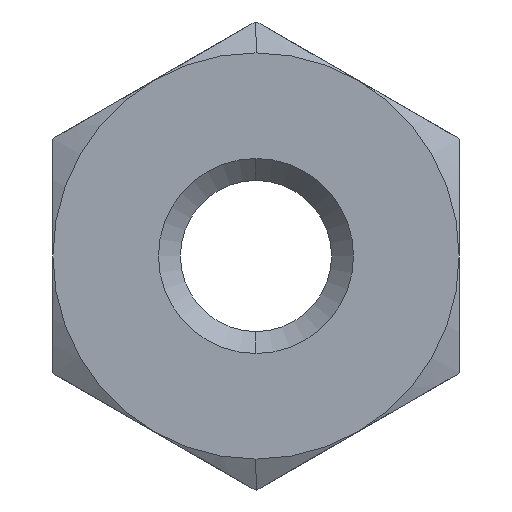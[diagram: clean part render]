
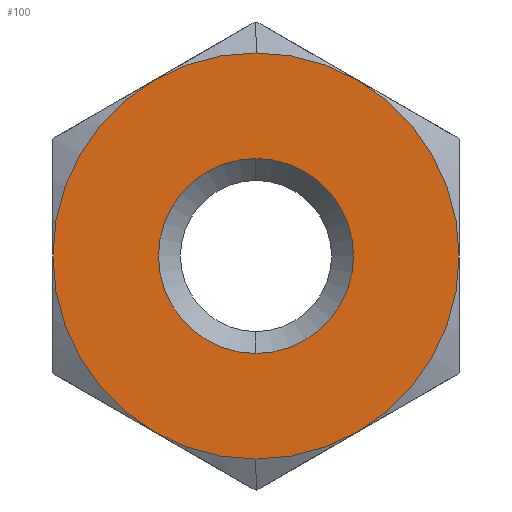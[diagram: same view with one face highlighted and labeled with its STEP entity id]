
A CAD part, left-side view. The second image highlights one B-rep face of the part: STEP entity #100.
In plain terms, the highlighted planar face has unit normal (-1, 0, 0).
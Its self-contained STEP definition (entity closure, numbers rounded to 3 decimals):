
#1=CARTESIAN_POINT('POINT1',(-2.057,0.,
   -0.762));
#2=VERTEX_POINT('VERTEX1',#1);
#11=CARTESIAN_POINT('POINT3',(-2.057,0.,
   0.762));
#12=VERTEX_POINT('VERTEX3',#11);
#13=CARTESIAN_POINT('POS2',(-2.057,0.,
   0.));
#14=DIRECTION('DIR2',(1.,0.,
   0.));
#15=DIRECTION('DIR3',(0.,0.,1.));
#16=AXIS2_PLACEMENT_3D('AXIS1',#13,#14,#15);
#17=CIRCLE('ELLIPSE1',#16,0.762);
#18=EDGE_CURVE('EDGE2',#12,#2,#17,.T.);
#47=EDGE_CURVE('EDGE6',#2,#12,#17,.T.);
#52=ORIENTED_EDGE('COEDGE9',*,*,#18,.T.);
#53=ORIENTED_EDGE('COEDGE10',*,*,#47,.T.);
#54=EDGE_LOOP('NONE',(#52,#53));
#55=FACE_BOUND('LOOP1',#54,.T.);
#56=CARTESIAN_POINT('POINT5',(-2.057,-0.794,
   1.375));
#57=VERTEX_POINT('VERTEX5',#56);
#58=CARTESIAN_POINT('POINT6',(-2.057,0.,
   1.588));
#59=VERTEX_POINT('VERTEX6',#58);
#60=CARTESIAN_POINT('POS6',(-2.057,0.,0.)
   );
#61=DIRECTION('DIR9',(-1.,0.,
   0.));
#62=DIRECTION('DIR10',(0.,0.,-1.));
#63=AXIS2_PLACEMENT_3D('AXIS4',#60,#61,#62);
#64=CIRCLE('ELLIPSE3',#63,1.588);
#65=EDGE_CURVE('EDGE7',#57,#59,#64,.T.);
#66=ORIENTED_EDGE('COEDGE11',*,*,#65,.T.);
#67=CARTESIAN_POINT('POINT7',(-2.057,0.794,
   1.375));
#68=VERTEX_POINT('VERTEX7',#67);
#69=EDGE_CURVE('EDGE8',#59,#68,#64,.T.);
#70=ORIENTED_EDGE('COEDGE12',*,*,#69,.T.);
#71=CARTESIAN_POINT('POINT8',(-2.057,1.588,
   0.));
#72=VERTEX_POINT('VERTEX8',#71);
#73=EDGE_CURVE('EDGE9',#68,#72,#64,.T.);
#74=ORIENTED_EDGE('COEDGE13',*,*,#73,.T.);
#75=CARTESIAN_POINT('POINT9',(-2.057,0.794,
   -1.375));
#76=VERTEX_POINT('VERTEX9',#75);
#77=EDGE_CURVE('EDGE10',#72,#76,#64,.T.);
#78=ORIENTED_EDGE('COEDGE14',*,*,#77,.T.);
#79=CARTESIAN_POINT('POINT10',(-2.057,0.,
   -1.588));
#80=VERTEX_POINT('VERTEX10',#79);
#81=EDGE_CURVE('EDGE11',#76,#80,#64,.T.);
#82=ORIENTED_EDGE('COEDGE15',*,*,#81,.T.);
#83=CARTESIAN_POINT('POINT11',(-2.057,-0.794,
   -1.375));
#84=VERTEX_POINT('VERTEX11',#83);
#85=EDGE_CURVE('EDGE12',#80,#84,#64,.T.);
#86=ORIENTED_EDGE('COEDGE16',*,*,#85,.T.);
#87=CARTESIAN_POINT('POINT12',(-2.057,-1.588,
   0.));
#88=VERTEX_POINT('VERTEX12',#87);
#89=EDGE_CURVE('EDGE13',#84,#88,#64,.T.);
#90=ORIENTED_EDGE('COEDGE17',*,*,#89,.T.);
#91=EDGE_CURVE('EDGE14',#88,#57,#64,.T.);
#92=ORIENTED_EDGE('COEDGE18',*,*,#91,.T.);
#93=EDGE_LOOP('NONE',(#66,#70,#74,#78,#82,#86,#90,#92));
#94=FACE_BOUND('LOOP1',#93,.T.);
#95=CARTESIAN_POINT('POS7',(-2.057,0.,
   0.));
#96=DIRECTION('DIR11',(1.,0.,
   0.));
#97=DIRECTION('DIR12',(0.,1.,
   0.));
#98=AXIS2_PLACEMENT_3D('AXIS5',#95,#96,#97);
#99=PLANE('PLANE1',#98);
#100=ADVANCED_FACE('FACE3',(#55,#94),#99,.F.);
